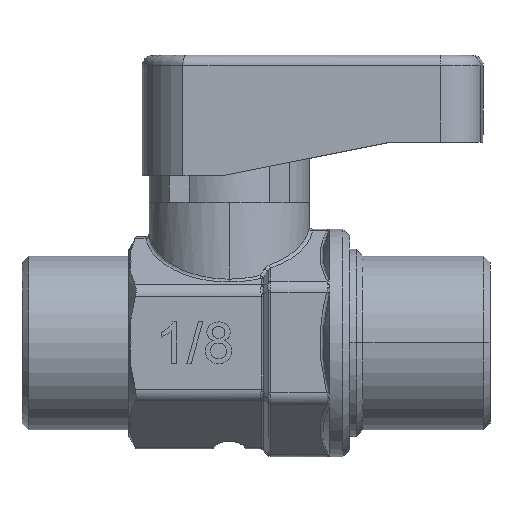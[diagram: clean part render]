
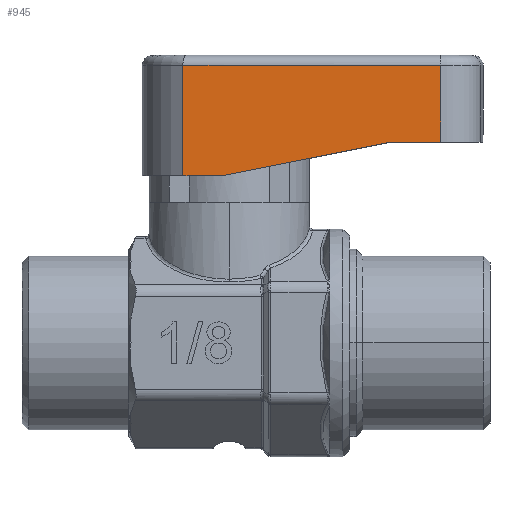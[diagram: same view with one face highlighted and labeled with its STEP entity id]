
A CAD part, top view. The second image highlights one B-rep face of the part: STEP entity #945.
In plain terms, the highlighted planar face has unit normal (0, 0, 1).
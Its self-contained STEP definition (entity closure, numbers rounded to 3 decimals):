
#945 = ADVANCED_FACE ( 'NONE', ( #9384 ), #16811, .T. ) ;
#1071 = EDGE_LOOP ( 'NONE', ( #9537, #9514, #12182, #12181, #12180, #12179 ) ) ;
#3664 = AXIS2_PLACEMENT_3D ( 'NONE', #16809, #16813, #16814 ) ;
#9384 = FACE_OUTER_BOUND ( 'NONE', #1071, .T. ) ;
#9514 = ORIENTED_EDGE ( 'NONE', *, *, #12662, .T. ) ;
#9537 = ORIENTED_EDGE ( 'NONE', *, *, #12660, .T. ) ;
#11008 = CARTESIAN_POINT ( 'NONE',  ( 20.984, 12.5, 5.5 ) ) ;
#11009 = DIRECTION ( 'NONE',  ( 0., 1., 0. ) ) ;
#11013 = DIRECTION ( 'NONE',  ( -1., 0., 0. ) ) ;
#11017 = CARTESIAN_POINT ( 'NONE',  ( 1.716, 20.75, 5.5 ) ) ;
#11019 = CARTESIAN_POINT ( 'NONE',  ( 1.716, 12.5, 5.5 ) ) ;
#11023 = CARTESIAN_POINT ( 'NONE',  ( 1.716, 12.5, 5.5 ) ) ;
#11025 = DIRECTION ( 'NONE',  ( 0., 1., 0. ) ) ;
#11026 = DIRECTION ( 'NONE',  ( 1., 0., 0. ) ) ;
#11027 = CARTESIAN_POINT ( 'NONE',  ( 17.18, 15., 5.5 ) ) ;
#11028 = DIRECTION ( 'NONE',  ( 0.981, 0.196, 0. ) ) ;
#11029 = CARTESIAN_POINT ( 'NONE',  ( 24.18, 15., 5.5 ) ) ;
#11030 = DIRECTION ( 'NONE',  ( 1., 0., 0. ) ) ;
#11673 = LINE ( 'NONE', #11008, #11675 ) ;
#11674 = LINE ( 'NONE', #11019, #11681 ) ;
#11675 = VECTOR ( 'NONE', #11009, 1000. ) ;
#11676 = LINE ( 'NONE', #11017, #11678 ) ;
#11677 = LINE ( 'NONE', #11023, #11679 ) ;
#11678 = VECTOR ( 'NONE', #11013, 1000. ) ;
#11679 = VECTOR ( 'NONE', #11025, 1000. ) ;
#11680 = LINE ( 'NONE', #11027, #11683 ) ;
#11681 = VECTOR ( 'NONE', #11026, 1000. ) ;
#11682 = LINE ( 'NONE', #11029, #11685 ) ;
#11683 = VECTOR ( 'NONE', #11028, 1000. ) ;
#11685 = VECTOR ( 'NONE', #11030, 1000. ) ;
#12179 = ORIENTED_EDGE ( 'NONE', *, *, #12666, .T. ) ;
#12180 = ORIENTED_EDGE ( 'NONE', *, *, #12665, .T. ) ;
#12181 = ORIENTED_EDGE ( 'NONE', *, *, #12664, .T. ) ;
#12182 = ORIENTED_EDGE ( 'NONE', *, *, #12663, .F. ) ;
#12660 = EDGE_CURVE ( 'NONE', #21862, #21864, #11673, .T. ) ;
#12662 = EDGE_CURVE ( 'NONE', #21864, #21860, #11676, .T. ) ;
#12663 = EDGE_CURVE ( 'NONE', #21858, #21860, #11677, .T. ) ;
#12664 = EDGE_CURVE ( 'NONE', #21858, #21856, #11674, .T. ) ;
#12665 = EDGE_CURVE ( 'NONE', #21856, #21870, #11680, .T. ) ;
#12666 = EDGE_CURVE ( 'NONE', #21870, #21862, #11682, .T. ) ;
#16809 = CARTESIAN_POINT ( 'NONE',  ( 1.716, 12.5, 5.5 ) ) ;
#16811 = PLANE ( 'NONE',  #3664 ) ;
#16813 = DIRECTION ( 'NONE',  ( 0., 0., 1. ) ) ;
#16814 = DIRECTION ( 'NONE',  ( 1., 0., 0. ) ) ;
#19208 = CARTESIAN_POINT ( 'NONE',  ( 20.984, 15., 5.5 ) ) ;
#19209 = CARTESIAN_POINT ( 'NONE',  ( 4.68, 12.5, 5.5 ) ) ;
#19210 = CARTESIAN_POINT ( 'NONE',  ( 1.716, 12.5, 5.5 ) ) ;
#19211 = CARTESIAN_POINT ( 'NONE',  ( 1.716, 20.75, 5.5 ) ) ;
#19213 = CARTESIAN_POINT ( 'NONE',  ( 20.984, 20.75, 5.5 ) ) ;
#19215 = CARTESIAN_POINT ( 'NONE',  ( 17.18, 15., 5.5 ) ) ;
#21856 = VERTEX_POINT ( 'NONE', #19209 ) ;
#21858 = VERTEX_POINT ( 'NONE', #19210 ) ;
#21860 = VERTEX_POINT ( 'NONE', #19211 ) ;
#21862 = VERTEX_POINT ( 'NONE', #19208 ) ;
#21864 = VERTEX_POINT ( 'NONE', #19213 ) ;
#21870 = VERTEX_POINT ( 'NONE', #19215 ) ;
